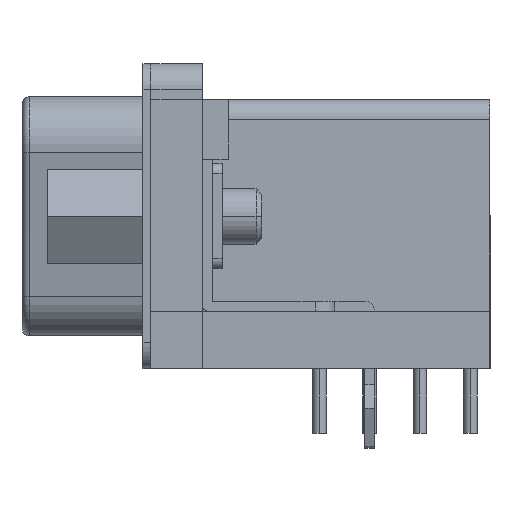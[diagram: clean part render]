
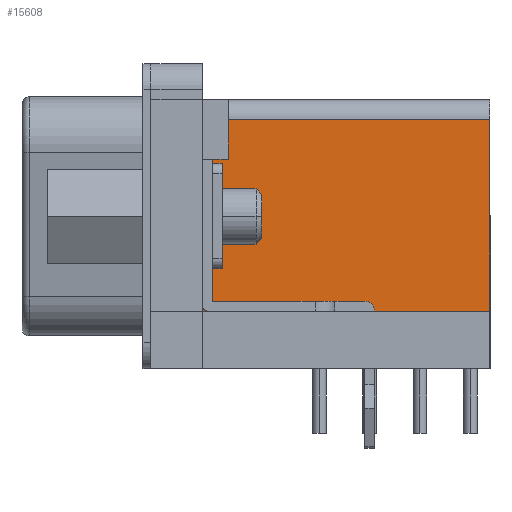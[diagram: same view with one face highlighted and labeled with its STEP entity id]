
A CAD part, left-side view. The second image highlights one B-rep face of the part: STEP entity #15608.
In plain terms, the highlighted planar face has unit normal (-1, 0, 0).
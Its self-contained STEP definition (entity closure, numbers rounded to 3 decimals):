
#15398=CARTESIAN_POINT('',(-27.45,-4.8,12.57));
#15399=VERTEX_POINT('',#15398);
#15407=CARTESIAN_POINT('',(-27.45,-4.8,2.9));
#15408=VERTEX_POINT('',#15407);
#15409=CARTESIAN_POINT('',(-27.45,-4.8,2.9));
#15410=DIRECTION('',(0.0,0.0,1.0));
#15411=VECTOR('',#15410,9.67);
#15412=LINE('',#15409,#15411);
#15413=EDGE_CURVE('',#15408,#15399,#15412,.T.);
#15560=CARTESIAN_POINT('',(-27.45,12.3,12.57));
#15561=VERTEX_POINT('',#15560);
#15569=CARTESIAN_POINT('',(-27.45,12.3,12.57));
#15570=DIRECTION('',(0.0,-1.0,0.0));
#15571=VECTOR('',#15570,17.1);
#15572=LINE('',#15569,#15571);
#15573=EDGE_CURVE('',#15561,#15399,#15572,.T.);
#15585=CARTESIAN_POINT('',(-27.45,-4.8,13.57));
#15586=DIRECTION('',(-1.0,0.0,0.0));
#15587=DIRECTION('',(0.0,0.0,1.0));
#15588=AXIS2_PLACEMENT_3D('',#15585,#15586,#15587);
#15589=PLANE('',#15588);
#15590=ORIENTED_EDGE('',*,*,#15573,.F.);
#15591=CARTESIAN_POINT('',(-27.45,12.3,2.9));
#15592=VERTEX_POINT('',#15591);
#15593=CARTESIAN_POINT('',(-27.45,12.3,12.57));
#15594=DIRECTION('',(0.0,0.0,-1.0));
#15595=VECTOR('',#15594,9.67);
#15596=LINE('',#15593,#15595);
#15597=EDGE_CURVE('',#15561,#15592,#15596,.T.);
#15598=ORIENTED_EDGE('',*,*,#15597,.T.);
#15599=CARTESIAN_POINT('',(-27.45,-4.8,2.9));
#15600=DIRECTION('',(0.0,1.0,0.0));
#15601=VECTOR('',#15600,17.1);
#15602=LINE('',#15599,#15601);
#15603=EDGE_CURVE('',#15408,#15592,#15602,.T.);
#15604=ORIENTED_EDGE('',*,*,#15603,.F.);
#15605=ORIENTED_EDGE('',*,*,#15413,.T.);
#15606=EDGE_LOOP('',(#15590,#15598,#15604,#15605));
#15607=FACE_OUTER_BOUND('',#15606,.T.);
#15608=ADVANCED_FACE('',(#15607),#15589,.T.);
